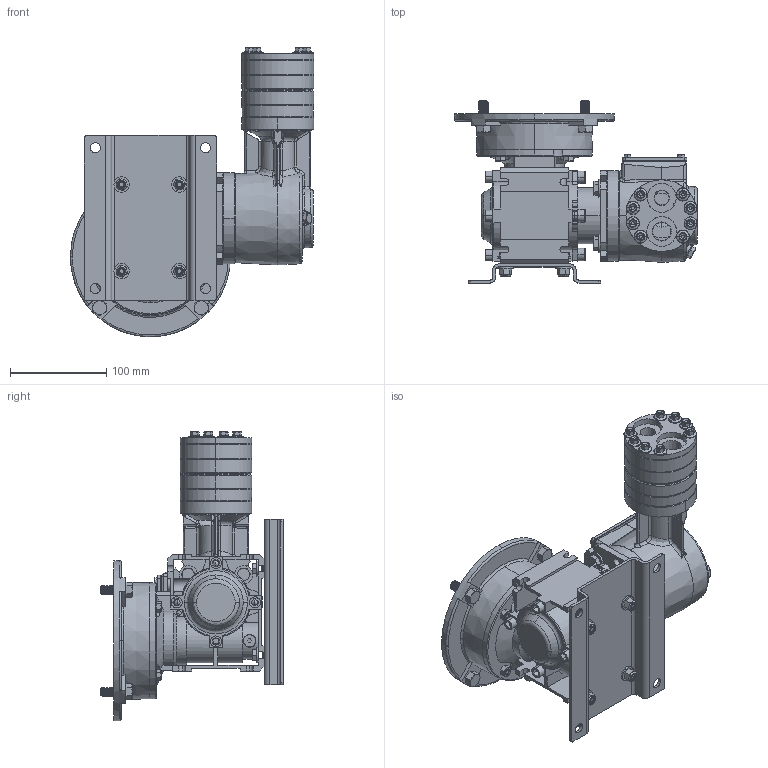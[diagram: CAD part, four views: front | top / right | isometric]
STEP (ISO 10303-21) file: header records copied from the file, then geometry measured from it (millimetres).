
FILE_DESCRIPTION (( 'STEP AP214' ), '1' );
FILE_NAME ('P100 NONMETALLIC NEMA56C.STEP', '2018-07-26T19:41:01', ( '' ), ( '' ), 'SwSTEP 2.0', 'SolidWorks 2017', '' );
FILE_SCHEMA (( 'AUTOMOTIVE_DESIGN' ));
Length unit declared in the file: inch
Products named in the file (1): P100 NONMETALLIC NEMA56C
Bounding box: 252.2 x 189.21 x 300.49 mm (x, y, z)
Surface area: 374125.5 mm2 (no closed solid volume)
Topology: 0 solids, 115 shells, 1679 faces, 5207 edges, 3553 vertices
Faces by surface type: cylinder 613, plane 544, cone 231, bspline 157, torus 108, sphere 26
Entity records: 96475 total; most frequent: CARTESIAN_POINT 31418, ORIENTED_EDGE 8899, DIRECTION 8605, EDGE_CURVE 5191, VERTEX_POINT 3553, AXIS2_PLACEMENT_3D 3355, EDGE_LOOP 1901, LINE 1895
